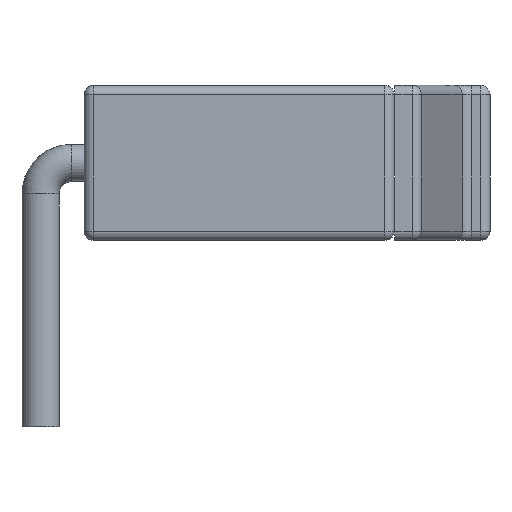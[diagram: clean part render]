
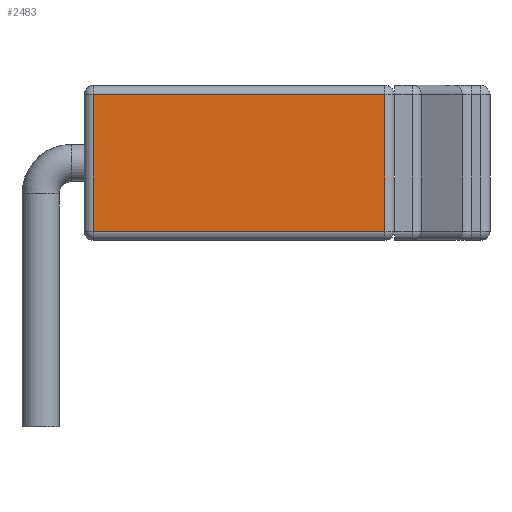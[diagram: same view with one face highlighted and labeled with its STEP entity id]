
A CAD part, left-side view. The second image highlights one B-rep face of the part: STEP entity #2483.
In plain terms, the highlighted planar face has unit normal (-1, 0, 0).
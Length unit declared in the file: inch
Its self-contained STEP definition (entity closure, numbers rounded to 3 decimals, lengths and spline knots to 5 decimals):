
#740 = CYLINDRICAL_SURFACE('',#741,0.00591);
#741 = AXIS2_PLACEMENT_3D('',#742,#743,#744);
#742 = CARTESIAN_POINT('',(-0.19094,-0.2185,
    0.00591));
#743 = DIRECTION('',(0.,1.,0.));
#744 = DIRECTION('',(-1.,-0.,-0.));
#953 = CYLINDRICAL_SURFACE('',#954,0.00591);
#954 = AXIS2_PLACEMENT_3D('',#955,#956,#957);
#955 = CARTESIAN_POINT('',(-0.19094,-0.2185,
    0.09252));
#956 = DIRECTION('',(0.,1.,0.));
#957 = DIRECTION('',(-1.,-0.,-0.));
#1706 = VERTEX_POINT('',#1707);
#1707 = CARTESIAN_POINT('',(-0.19685,-0.2185,
    0.00591));
#1729 = VERTEX_POINT('',#1730);
#1730 = CARTESIAN_POINT('',(-0.19685,-0.03346,
    0.00591));
#1755 = EDGE_CURVE('',#1706,#1729,#1756,.T.);
#1756 = SURFACE_CURVE('',#1757,(#1761,#1768),.PCURVE_S1.);
#1757 = LINE('',#1758,#1759);
#1758 = CARTESIAN_POINT('',(-0.19685,-0.2185,
    0.00591));
#1759 = VECTOR('',#1760,0.03937);
#1760 = DIRECTION('',(0.,1.,0.));
#1761 = PCURVE('',#740,#1762);
#1762 = DEFINITIONAL_REPRESENTATION('',(#1763),#1767);
#1763 = LINE('',#1764,#1765);
#1764 = CARTESIAN_POINT('',(-0.,0.));
#1765 = VECTOR('',#1766,1.);
#1766 = DIRECTION('',(-0.,1.));
#1767 = ( GEOMETRIC_REPRESENTATION_CONTEXT(2) 
PARAMETRIC_REPRESENTATION_CONTEXT() REPRESENTATION_CONTEXT('2D SPACE',''
  ) );
#1768 = PCURVE('',#1769,#1774);
#1769 = PLANE('',#1770);
#1770 = AXIS2_PLACEMENT_3D('',#1771,#1772,#1773);
#1771 = CARTESIAN_POINT('',(-0.19685,-0.03346,0.));
#1772 = DIRECTION('',(1.,0.,0.));
#1773 = DIRECTION('',(0.,-1.,0.));
#1774 = DEFINITIONAL_REPRESENTATION('',(#1775),#1779);
#1775 = LINE('',#1776,#1777);
#1776 = CARTESIAN_POINT('',(0.185,-0.006));
#1777 = VECTOR('',#1778,1.);
#1778 = DIRECTION('',(-1.,0.));
#1779 = ( GEOMETRIC_REPRESENTATION_CONTEXT(2) 
PARAMETRIC_REPRESENTATION_CONTEXT() REPRESENTATION_CONTEXT('2D SPACE',''
  ) );
#2039 = VERTEX_POINT('',#2040);
#2040 = CARTESIAN_POINT('',(-0.19685,-0.2185,
    0.09252));
#2062 = VERTEX_POINT('',#2063);
#2063 = CARTESIAN_POINT('',(-0.19685,-0.03346,
    0.09252));
#2088 = EDGE_CURVE('',#2039,#2062,#2089,.T.);
#2089 = SURFACE_CURVE('',#2090,(#2094,#2101),.PCURVE_S1.);
#2090 = LINE('',#2091,#2092);
#2091 = CARTESIAN_POINT('',(-0.19685,-0.2185,
    0.09252));
#2092 = VECTOR('',#2093,0.03937);
#2093 = DIRECTION('',(0.,1.,0.));
#2094 = PCURVE('',#953,#2095);
#2095 = DEFINITIONAL_REPRESENTATION('',(#2096),#2100);
#2096 = LINE('',#2097,#2098);
#2097 = CARTESIAN_POINT('',(0.,0.));
#2098 = VECTOR('',#2099,1.);
#2099 = DIRECTION('',(0.,1.));
#2100 = ( GEOMETRIC_REPRESENTATION_CONTEXT(2) 
PARAMETRIC_REPRESENTATION_CONTEXT() REPRESENTATION_CONTEXT('2D SPACE',''
  ) );
#2101 = PCURVE('',#1769,#2102);
#2102 = DEFINITIONAL_REPRESENTATION('',(#2103),#2107);
#2103 = LINE('',#2104,#2105);
#2104 = CARTESIAN_POINT('',(0.185,-0.093));
#2105 = VECTOR('',#2106,1.);
#2106 = DIRECTION('',(-1.,0.));
#2107 = ( GEOMETRIC_REPRESENTATION_CONTEXT(2) 
PARAMETRIC_REPRESENTATION_CONTEXT() REPRESENTATION_CONTEXT('2D SPACE',''
  ) );
#2422 = CYLINDRICAL_SURFACE('',#2423,0.00591);
#2423 = AXIS2_PLACEMENT_3D('',#2424,#2425,#2426);
#2424 = CARTESIAN_POINT('',(-0.19094,-0.2185,0.));
#2425 = DIRECTION('',(-0.,-0.,-1.));
#2426 = DIRECTION('',(1.,0.,0.));
#2483 = ADVANCED_FACE('',(#2484),#1769,.F.);
#2484 = FACE_BOUND('',#2485,.F.);
#2485 = EDGE_LOOP('',(#2486,#2512,#2513,#2534));
#2486 = ORIENTED_EDGE('',*,*,#2487,.T.);
#2487 = EDGE_CURVE('',#1729,#2062,#2488,.T.);
#2488 = SURFACE_CURVE('',#2489,(#2493,#2500),.PCURVE_S1.);
#2489 = LINE('',#2490,#2491);
#2490 = CARTESIAN_POINT('',(-0.19685,-0.03346,0.));
#2491 = VECTOR('',#2492,0.03937);
#2492 = DIRECTION('',(0.,0.,1.));
#2493 = PCURVE('',#1769,#2494);
#2494 = DEFINITIONAL_REPRESENTATION('',(#2495),#2499);
#2495 = LINE('',#2496,#2497);
#2496 = CARTESIAN_POINT('',(0.,0.));
#2497 = VECTOR('',#2498,1.);
#2498 = DIRECTION('',(0.,-1.));
#2499 = ( GEOMETRIC_REPRESENTATION_CONTEXT(2) 
PARAMETRIC_REPRESENTATION_CONTEXT() REPRESENTATION_CONTEXT('2D SPACE',''
  ) );
#2500 = PCURVE('',#2501,#2506);
#2501 = CYLINDRICAL_SURFACE('',#2502,0.00591);
#2502 = AXIS2_PLACEMENT_3D('',#2503,#2504,#2505);
#2503 = CARTESIAN_POINT('',(-0.19094,-0.03346,0.));
#2504 = DIRECTION('',(-0.,-0.,-1.));
#2505 = DIRECTION('',(1.,0.,0.));
#2506 = DEFINITIONAL_REPRESENTATION('',(#2507),#2511);
#2507 = LINE('',#2508,#2509);
#2508 = CARTESIAN_POINT('',(-3.142,0.));
#2509 = VECTOR('',#2510,1.);
#2510 = DIRECTION('',(-0.,-1.));
#2511 = ( GEOMETRIC_REPRESENTATION_CONTEXT(2) 
PARAMETRIC_REPRESENTATION_CONTEXT() REPRESENTATION_CONTEXT('2D SPACE',''
  ) );
#2512 = ORIENTED_EDGE('',*,*,#2088,.F.);
#2513 = ORIENTED_EDGE('',*,*,#2514,.F.);
#2514 = EDGE_CURVE('',#1706,#2039,#2515,.T.);
#2515 = SURFACE_CURVE('',#2516,(#2520,#2527),.PCURVE_S1.);
#2516 = LINE('',#2517,#2518);
#2517 = CARTESIAN_POINT('',(-0.19685,-0.2185,0.));
#2518 = VECTOR('',#2519,0.03937);
#2519 = DIRECTION('',(0.,0.,1.));
#2520 = PCURVE('',#1769,#2521);
#2521 = DEFINITIONAL_REPRESENTATION('',(#2522),#2526);
#2522 = LINE('',#2523,#2524);
#2523 = CARTESIAN_POINT('',(0.185,0.));
#2524 = VECTOR('',#2525,1.);
#2525 = DIRECTION('',(0.,-1.));
#2526 = ( GEOMETRIC_REPRESENTATION_CONTEXT(2) 
PARAMETRIC_REPRESENTATION_CONTEXT() REPRESENTATION_CONTEXT('2D SPACE',''
  ) );
#2527 = PCURVE('',#2422,#2528);
#2528 = DEFINITIONAL_REPRESENTATION('',(#2529),#2533);
#2529 = LINE('',#2530,#2531);
#2530 = CARTESIAN_POINT('',(-3.142,0.));
#2531 = VECTOR('',#2532,1.);
#2532 = DIRECTION('',(-0.,-1.));
#2533 = ( GEOMETRIC_REPRESENTATION_CONTEXT(2) 
PARAMETRIC_REPRESENTATION_CONTEXT() REPRESENTATION_CONTEXT('2D SPACE',''
  ) );
#2534 = ORIENTED_EDGE('',*,*,#1755,.T.);
